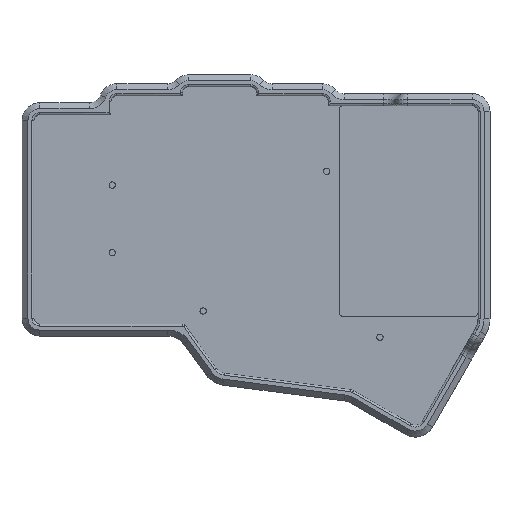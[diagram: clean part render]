
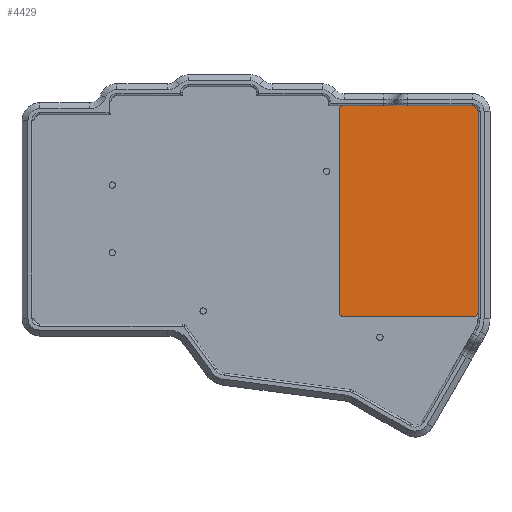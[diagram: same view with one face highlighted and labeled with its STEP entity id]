
A CAD part, top view. The second image highlights one B-rep face of the part: STEP entity #4429.
In plain terms, the highlighted planar face has unit normal (0, 0, 1).
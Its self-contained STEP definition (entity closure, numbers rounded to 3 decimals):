
#389=CIRCLE('',#4886,1.5);
#406=CIRCLE('',#4952,1.);
#408=CIRCLE('',#4956,1.);
#410=CIRCLE('',#4959,1.);
#699=FACE_OUTER_BOUND('',#981,.T.);
#981=EDGE_LOOP('',(#3928,#3929,#3930,#3931,#3932,#3933,#3934,#3935));
#1292=LINE('',#7476,#1669);
#1299=LINE('',#7491,#1676);
#1360=LINE('',#7645,#1737);
#1363=LINE('',#7657,#1740);
#1669=VECTOR('',#6100,10.);
#1676=VECTOR('',#6113,10.);
#1737=VECTOR('',#6306,10.);
#1740=VECTOR('',#6323,10.);
#2099=VERTEX_POINT('',#7473);
#2100=VERTEX_POINT('',#7475);
#2102=VERTEX_POINT('',#7481);
#2105=VERTEX_POINT('',#7489);
#2129=VERTEX_POINT('',#7635);
#2130=VERTEX_POINT('',#7637);
#2132=VERTEX_POINT('',#7643);
#2134=VERTEX_POINT('',#7652);
#2659=EDGE_CURVE('',#2099,#2100,#1292,.T.);
#2663=EDGE_CURVE('',#2102,#2099,#389,.T.);
#2667=EDGE_CURVE('',#2105,#2102,#1299,.T.);
#2741=EDGE_CURVE('',#2129,#2130,#406,.T.);
#2745=EDGE_CURVE('',#2132,#2129,#1360,.T.);
#2747=EDGE_CURVE('',#2100,#2132,#408,.T.);
#2750=EDGE_CURVE('',#2134,#2105,#410,.T.);
#2752=EDGE_CURVE('',#2130,#2134,#1363,.T.);
#3928=ORIENTED_EDGE('',*,*,#2752,.F.);
#3929=ORIENTED_EDGE('',*,*,#2741,.F.);
#3930=ORIENTED_EDGE('',*,*,#2745,.F.);
#3931=ORIENTED_EDGE('',*,*,#2747,.F.);
#3932=ORIENTED_EDGE('',*,*,#2659,.F.);
#3933=ORIENTED_EDGE('',*,*,#2663,.F.);
#3934=ORIENTED_EDGE('',*,*,#2667,.F.);
#3935=ORIENTED_EDGE('',*,*,#2750,.F.);
#4175=PLANE('',#4961);
#4429=ADVANCED_FACE('',(#699),#4175,.T.);
#4886=AXIS2_PLACEMENT_3D('',#7483,#6106,#6107);
#4952=AXIS2_PLACEMENT_3D('',#7638,#6299,#6300);
#4956=AXIS2_PLACEMENT_3D('',#7648,#6311,#6312);
#4959=AXIS2_PLACEMENT_3D('',#7654,#6318,#6319);
#4961=AXIS2_PLACEMENT_3D('',#7658,#6324,#6325);
#6100=DIRECTION('',(0.,-1.,0.));
#6106=DIRECTION('center_axis',(0.,0.,-1.));
#6107=DIRECTION('ref_axis',(1.,0.,0.));
#6113=DIRECTION('',(1.,0.,0.));
#6299=DIRECTION('center_axis',(0.,0.,-1.));
#6300=DIRECTION('ref_axis',(-1.,0.,0.));
#6306=DIRECTION('',(-1.,0.,0.));
#6311=DIRECTION('center_axis',(0.,0.,-1.));
#6312=DIRECTION('ref_axis',(0.,-1.,0.));
#6318=DIRECTION('center_axis',(0.,0.,-1.));
#6319=DIRECTION('ref_axis',(0.,1.,0.));
#6323=DIRECTION('',(0.,1.,0.));
#6324=DIRECTION('center_axis',(0.,0.,1.));
#6325=DIRECTION('ref_axis',(-1.,0.,0.));
#7473=CARTESIAN_POINT('',(111.8,53.48,-3.));
#7475=CARTESIAN_POINT('',(111.8,2.98,-3.));
#7476=CARTESIAN_POINT('',(111.8,2.98,-3.));
#7481=CARTESIAN_POINT('',(110.3,54.98,-3.));
#7483=CARTESIAN_POINT('Origin',(110.3,53.48,-3.));
#7489=CARTESIAN_POINT('',(77.8,54.98,-3.));
#7491=CARTESIAN_POINT('',(110.3,54.98,-3.));
#7635=CARTESIAN_POINT('',(77.8,1.98,-3.));
#7637=CARTESIAN_POINT('',(76.8,2.98,-3.));
#7638=CARTESIAN_POINT('Origin',(77.8,2.98,-3.));
#7643=CARTESIAN_POINT('',(110.8,1.98,-3.));
#7645=CARTESIAN_POINT('',(107.,1.98,-3.));
#7648=CARTESIAN_POINT('Origin',(110.8,2.98,-3.));
#7652=CARTESIAN_POINT('',(76.8,53.98,-3.));
#7654=CARTESIAN_POINT('Origin',(77.8,53.98,-3.));
#7657=CARTESIAN_POINT('',(76.8,2.98,-3.));
#7658=CARTESIAN_POINT('Origin',(94.3,28.48,-3.));
